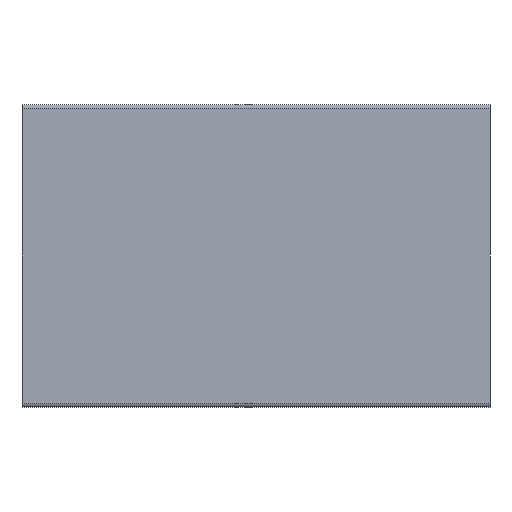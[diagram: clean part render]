
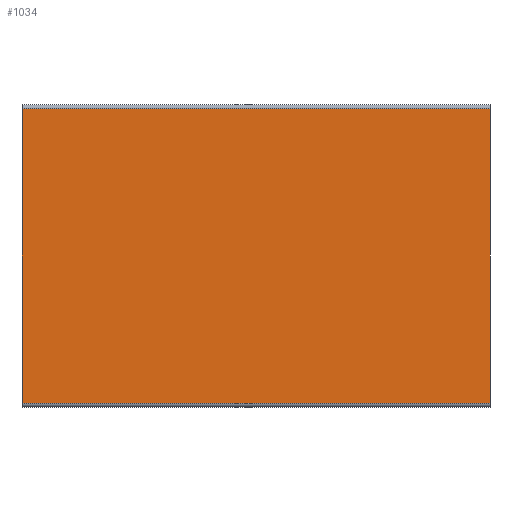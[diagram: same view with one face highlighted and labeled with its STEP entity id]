
A CAD part, front view. The second image highlights one B-rep face of the part: STEP entity #1034.
In plain terms, the highlighted planar face has unit normal (0, -1, 0).
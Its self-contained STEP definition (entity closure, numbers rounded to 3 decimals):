
#68=PLANE('',#1150);
#138=FACE_OUTER_BOUND('',#208,.T.);
#208=EDGE_LOOP('',(#945,#946,#947,#948));
#335=LINE('',#1712,#443);
#344=LINE('',#1738,#452);
#346=LINE('',#1742,#454);
#348=LINE('',#1746,#456);
#443=VECTOR('',#1419,10.);
#452=VECTOR('',#1450,10.);
#454=VECTOR('',#1456,10.);
#456=VECTOR('',#1462,10.);
#521=VERTEX_POINT('',#1702);
#522=VERTEX_POINT('',#1706);
#527=VERTEX_POINT('',#1728);
#528=VERTEX_POINT('',#1732);
#651=EDGE_CURVE('',#521,#522,#335,.T.);
#664=EDGE_CURVE('',#527,#528,#344,.T.);
#666=EDGE_CURVE('',#522,#527,#346,.T.);
#668=EDGE_CURVE('',#528,#521,#348,.T.);
#945=ORIENTED_EDGE('',*,*,#651,.T.);
#946=ORIENTED_EDGE('',*,*,#666,.T.);
#947=ORIENTED_EDGE('',*,*,#664,.T.);
#948=ORIENTED_EDGE('',*,*,#668,.T.);
#1034=ADVANCED_FACE('',(#138),#68,.F.);
#1150=AXIS2_PLACEMENT_3D('',#1747,#1463,#1464);
#1419=DIRECTION('',(1.,0.,0.));
#1450=DIRECTION('',(-1.,0.,0.));
#1456=DIRECTION('',(0.,0.,1.));
#1462=DIRECTION('',(0.,0.,-1.));
#1463=DIRECTION('center_axis',(0.,1.,0.));
#1464=DIRECTION('ref_axis',(1.,0.,0.));
#1702=CARTESIAN_POINT('',(-240.,0.,-151.));
#1706=CARTESIAN_POINT('',(240.,0.,-151.));
#1712=CARTESIAN_POINT('',(-120.,0.,-151.));
#1728=CARTESIAN_POINT('',(240.,0.,151.));
#1732=CARTESIAN_POINT('',(-240.,0.,151.));
#1738=CARTESIAN_POINT('',(120.,0.,151.));
#1742=CARTESIAN_POINT('',(240.,0.,-155.));
#1746=CARTESIAN_POINT('',(-240.,0.,155.));
#1747=CARTESIAN_POINT('Origin',(0.,0.,0.));
